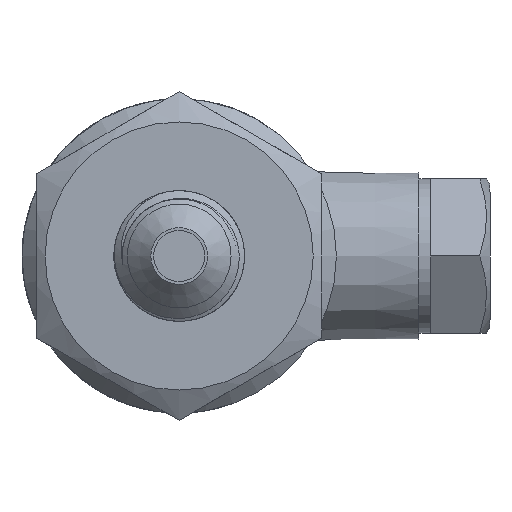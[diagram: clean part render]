
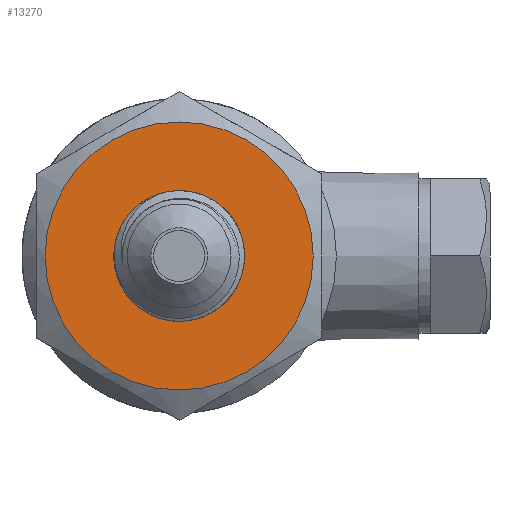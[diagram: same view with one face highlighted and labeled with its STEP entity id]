
A CAD part, left-side view. The second image highlights one B-rep face of the part: STEP entity #13270.
In plain terms, the highlighted planar face has unit normal (-1, 0, 0).
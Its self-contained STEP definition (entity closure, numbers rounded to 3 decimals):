
#1189=FACE_BOUND('',#4005,.T.);
#3220=FACE_OUTER_BOUND('',#4004,.T.);
#4004=EDGE_LOOP('',(#8973));
#4005=EDGE_LOOP('',(#8974));
#4829=CIRCLE('',#14116,11.3);
#4830=CIRCLE('',#14117,5.5);
#5379=VERTEX_POINT('',#19273);
#5380=VERTEX_POINT('',#19275);
#6814=EDGE_CURVE('',#5379,#5379,#4829,.T.);
#6815=EDGE_CURVE('',#5380,#5380,#4830,.T.);
#8973=ORIENTED_EDGE('',*,*,#6814,.T.);
#8974=ORIENTED_EDGE('',*,*,#6815,.T.);
#13100=PLANE('',#14115);
#13270=ADVANCED_FACE('',(#3220,#1189),#13100,.T.);
#14115=AXIS2_PLACEMENT_3D('',#19272,#15150,#15151);
#14116=AXIS2_PLACEMENT_3D('',#19274,#15152,#15153);
#14117=AXIS2_PLACEMENT_3D('',#19276,#15154,#15155);
#15150=DIRECTION('center_axis',(-1.,0.,0.));
#15151=DIRECTION('ref_axis',(0.,0.,1.));
#15152=DIRECTION('center_axis',(-1.,0.,0.));
#15153=DIRECTION('ref_axis',(0.,1.,0.));
#15154=DIRECTION('center_axis',(1.,0.,0.));
#15155=DIRECTION('ref_axis',(0.,0.,-1.));
#19272=CARTESIAN_POINT('Origin',(13.6,12.,0.));
#19273=CARTESIAN_POINT('',(13.6,-11.3,0.));
#19274=CARTESIAN_POINT('Origin',(13.6,0.,0.));
#19275=CARTESIAN_POINT('',(13.6,0.,5.5));
#19276=CARTESIAN_POINT('Origin',(13.6,0.,0.));
